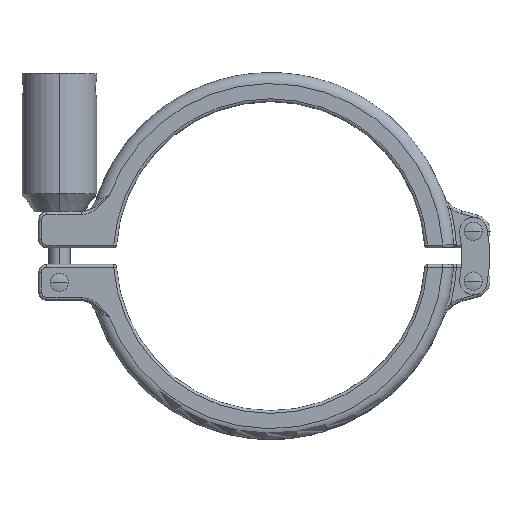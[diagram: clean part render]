
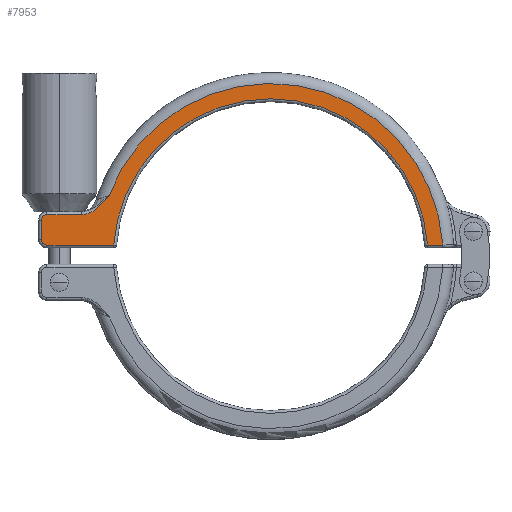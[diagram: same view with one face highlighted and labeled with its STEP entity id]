
A CAD part, top view. The second image highlights one B-rep face of the part: STEP entity #7953.
In plain terms, the highlighted planar face has unit normal (0, 0, 1).
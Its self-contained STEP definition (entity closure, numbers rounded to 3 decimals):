
#113 = DIRECTION ( 'NONE',  ( 1., 0., 0. ) ) ;
#253 = EDGE_LOOP ( 'NONE', ( #424, #1930, #3750, #8561, #3427, #5912, #11201, #8701, #7743 ) ) ;
#395 = DIRECTION ( 'NONE',  ( 0., 0., -1. ) ) ;
#424 = ORIENTED_EDGE ( 'NONE', *, *, #4136, .T. ) ;
#900 = CARTESIAN_POINT ( 'NONE',  ( -55.769, 4., 8.5 ) ) ;
#1100 = VECTOR ( 'NONE', #113, 1000. ) ;
#1188 = CARTESIAN_POINT ( 'NONE',  ( 56.709, 4., 8.5 ) ) ;
#1412 = VERTEX_POINT ( 'NONE', #7741 ) ;
#1564 = CIRCLE ( 'NONE', #11486, 56.85 ) ;
#1734 = VECTOR ( 'NONE', #4898, 1000. ) ;
#1872 = CARTESIAN_POINT ( 'NONE',  ( 0., 0., 8.5 ) ) ;
#1890 = CARTESIAN_POINT ( 'NONE',  ( -80.85, 4., 8.5 ) ) ;
#1930 = ORIENTED_EDGE ( 'NONE', *, *, #12296, .T. ) ;
#2163 = DIRECTION ( 'NONE',  ( 1., 0., 0. ) ) ;
#2212 = CARTESIAN_POINT ( 'NONE',  ( -58.998, 21.169, 8.5 ) ) ;
#2279 = CARTESIAN_POINT ( 'NONE',  ( -58.668, 21.586, 8.5 ) ) ;
#2549 = CARTESIAN_POINT ( 'NONE',  ( -67.901, 15., 8.5 ) ) ;
#2726 = LINE ( 'NONE', #6180, #12048 ) ;
#2849 = AXIS2_PLACEMENT_3D ( 'NONE', #3182, #4184, #2163 ) ;
#2955 = VERTEX_POINT ( 'NONE', #1890 ) ;
#2991 = FACE_OUTER_BOUND ( 'NONE', #253, .T. ) ;
#3026 = CARTESIAN_POINT ( 'NONE',  ( -82.85, 6., 8.5 ) ) ;
#3091 = VERTEX_POINT ( 'NONE', #4492 ) ;
#3092 = DIRECTION ( 'NONE',  ( 1., 0., 0. ) ) ;
#3182 = CARTESIAN_POINT ( 'NONE',  ( 0., 0., 8.5 ) ) ;
#3361 = CARTESIAN_POINT ( 'NONE',  ( -59.998, 19.933, 8.5 ) ) ;
#3427 = ORIENTED_EDGE ( 'NONE', *, *, #8262, .T. ) ;
#3637 = AXIS2_PLACEMENT_3D ( 'NONE', #1872, #9234, #3092 ) ;
#3750 = ORIENTED_EDGE ( 'NONE', *, *, #3921, .T. ) ;
#3921 = EDGE_CURVE ( 'NONE', #8621, #1412, #2726, .T. ) ;
#4011 = CARTESIAN_POINT ( 'NONE',  ( 62.222, 4., 8.5 ) ) ;
#4136 = EDGE_CURVE ( 'NONE', #5993, #4690, #5990, .T. ) ;
#4158 = DIRECTION ( 'NONE',  ( 0., 0., 1. ) ) ;
#4184 = DIRECTION ( 'NONE',  ( 0., 0., 1. ) ) ;
#4229 = CARTESIAN_POINT ( 'NONE',  ( -61.762, 17.966, 8.5 ) ) ;
#4244 = VERTEX_POINT ( 'NONE', #13295 ) ;
#4309 = AXIS2_PLACEMENT_3D ( 'NONE', #5074, #7171, #7940 ) ;
#4365 = CARTESIAN_POINT ( 'NONE',  ( -66.331, 15.28, 8.5 ) ) ;
#4431 = CARTESIAN_POINT ( 'NONE',  ( -65.564, 15.526, 8.5 ) ) ;
#4492 = CARTESIAN_POINT ( 'NONE',  ( -56.709, 4., 8.5 ) ) ;
#4522 = CIRCLE ( 'NONE', #8866, 2. ) ;
#4603 = DIRECTION ( 'NONE',  ( 1., 0., 0. ) ) ;
#4690 = VERTEX_POINT ( 'NONE', #11536 ) ;
#4898 = DIRECTION ( 'NONE',  ( 0., -1., 0. ) ) ;
#5074 = CARTESIAN_POINT ( 'NONE',  ( -80.85, 13., 8.5 ) ) ;
#5353 = VERTEX_POINT ( 'NONE', #1188 ) ;
#5562 = CARTESIAN_POINT ( 'NONE',  ( -58.34, 22., 8.5 ) ) ;
#5912 = ORIENTED_EDGE ( 'NONE', *, *, #8343, .T. ) ;
#5990 = CIRCLE ( 'NONE', #3637, 62.35 ) ;
#5993 = VERTEX_POINT ( 'NONE', #4011 ) ;
#6117 = EDGE_CURVE ( 'NONE', #1412, #4244, #10127, .T. ) ;
#6180 = CARTESIAN_POINT ( 'NONE',  ( -80.85, 15., 8.5 ) ) ;
#6300 = CARTESIAN_POINT ( 'NONE',  ( -59.662, 20.343, 8.5 ) ) ;
#6426 = DIRECTION ( 'NONE',  ( 1., 0., 0. ) ) ;
#7082 = CARTESIAN_POINT ( 'NONE',  ( 62.278, 4., 8.5 ) ) ;
#7171 = DIRECTION ( 'NONE',  ( 0., 0., 1. ) ) ;
#7372 = CARTESIAN_POINT ( 'NONE',  ( -68.44, 15., 8.5 ) ) ;
#7401 = CARTESIAN_POINT ( 'NONE',  ( -64.344, 16.073, 8.5 ) ) ;
#7474 = CARTESIAN_POINT ( 'NONE',  ( -66.589, 15.214, 8.5 ) ) ;
#7544 = CARTESIAN_POINT ( 'NONE',  ( -67.371, 15.056, 8.5 ) ) ;
#7741 = CARTESIAN_POINT ( 'NONE',  ( -80.85, 15., 8.5 ) ) ;
#7743 = ORIENTED_EDGE ( 'NONE', *, *, #9037, .T. ) ;
#7940 = DIRECTION ( 'NONE',  ( 1., 0., 0. ) ) ;
#7953 = ADVANCED_FACE ( 'NONE', ( #2991 ), #12429, .T. ) ;
#7994 = B_SPLINE_CURVE_WITH_KNOTS ( 'NONE', 3,
 ( #5562, #2279, #2212, #6300, #3361, #9434, #4229, #9564, #8431, #7401, #11527, #4431, #9497, #4365, #7474, #7544, #2549, #9840 ),
 .UNSPECIFIED., .F., .F.,
 ( 4, 2, 2, 2, 2, 2, 2, 2, 4 ),
 ( 0., 0.002, 0.003, 0.006, 0.008, 0.009, 0.01, 0.011, 0.013 ),
 .UNSPECIFIED. ) ;
#8024 = DIRECTION ( 'NONE',  ( 1., 0., 0. ) ) ;
#8180 = LINE ( 'NONE', #7082, #1100 ) ;
#8191 = EDGE_CURVE ( 'NONE', #2955, #3091, #13165, .T. ) ;
#8262 = EDGE_CURVE ( 'NONE', #4244, #8593, #13290, .T. ) ;
#8343 = EDGE_CURVE ( 'NONE', #8593, #2955, #4522, .T. ) ;
#8431 = CARTESIAN_POINT ( 'NONE',  ( -63.434, 16.632, 8.5 ) ) ;
#8561 = ORIENTED_EDGE ( 'NONE', *, *, #6117, .T. ) ;
#8593 = VERTEX_POINT ( 'NONE', #10978 ) ;
#8621 = VERTEX_POINT ( 'NONE', #7372 ) ;
#8701 = ORIENTED_EDGE ( 'NONE', *, *, #9902, .T. ) ;
#8866 = AXIS2_PLACEMENT_3D ( 'NONE', #10298, #4158, #6426 ) ;
#9037 = EDGE_CURVE ( 'NONE', #5353, #5993, #8180, .T. ) ;
#9234 = DIRECTION ( 'NONE',  ( 0., 0., 1. ) ) ;
#9434 = CARTESIAN_POINT ( 'NONE',  ( -61.033, 18.731, 8.5 ) ) ;
#9497 = CARTESIAN_POINT ( 'NONE',  ( -65.819, 15.436, 8.5 ) ) ;
#9564 = CARTESIAN_POINT ( 'NONE',  ( -62.996, 16.95, 8.5 ) ) ;
#9840 = CARTESIAN_POINT ( 'NONE',  ( -68.44, 15., 8.5 ) ) ;
#9902 = EDGE_CURVE ( 'NONE', #3091, #5353, #1564, .T. ) ;
#10015 = DIRECTION ( 'NONE',  ( -1., 0., 0. ) ) ;
#10127 = CIRCLE ( 'NONE', #4309, 2. ) ;
#10298 = CARTESIAN_POINT ( 'NONE',  ( -80.85, 6., 8.5 ) ) ;
#10978 = CARTESIAN_POINT ( 'NONE',  ( -82.85, 6., 8.5 ) ) ;
#11201 = ORIENTED_EDGE ( 'NONE', *, *, #8191, .T. ) ;
#11486 = AXIS2_PLACEMENT_3D ( 'NONE', #11499, #395, #4603 ) ;
#11499 = CARTESIAN_POINT ( 'NONE',  ( 0., 0., 8.5 ) ) ;
#11527 = CARTESIAN_POINT ( 'NONE',  ( -64.818, 15.829, 8.5 ) ) ;
#11536 = CARTESIAN_POINT ( 'NONE',  ( -58.34, 22., 8.5 ) ) ;
#11875 = VECTOR ( 'NONE', #8024, 1000. ) ;
#12048 = VECTOR ( 'NONE', #10015, 1000. ) ;
#12296 = EDGE_CURVE ( 'NONE', #4690, #8621, #7994, .T. ) ;
#12429 = PLANE ( 'NONE',  #2849 ) ;
#13165 = LINE ( 'NONE', #900, #11875 ) ;
#13290 = LINE ( 'NONE', #3026, #1734 ) ;
#13295 = CARTESIAN_POINT ( 'NONE',  ( -82.85, 13., 8.5 ) ) ;
